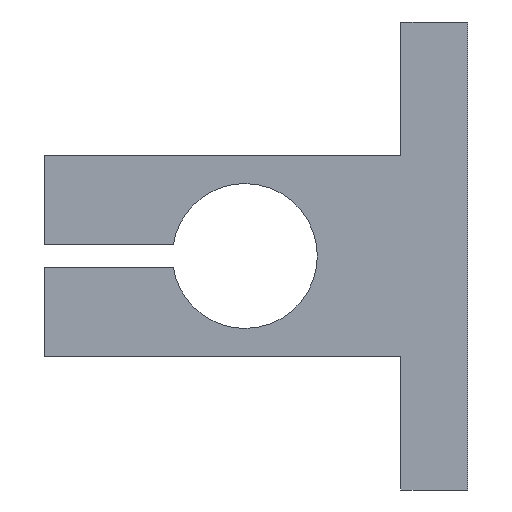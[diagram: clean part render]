
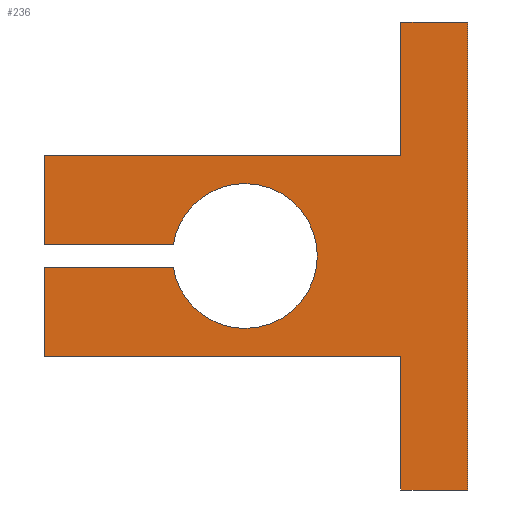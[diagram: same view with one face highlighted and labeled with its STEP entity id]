
A CAD part, left-side view. The second image highlights one B-rep face of the part: STEP entity #236.
In plain terms, the highlighted planar face has unit normal (-1, 0, 0).
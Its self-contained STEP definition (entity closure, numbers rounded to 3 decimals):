
#3 = EDGE_CURVE ( 'NONE', #548, #511, #231, .T. ) ;
#6 = DIRECTION ( 'NONE',  ( 0., -1., 0. ) ) ;
#11 = DIRECTION ( 'NONE',  ( 0., 0., -1. ) ) ;
#15 = ORIENTED_EDGE ( 'NONE', *, *, #790, .F. ) ;
#22 = ORIENTED_EDGE ( 'NONE', *, *, #3, .T. ) ;
#34 = EDGE_CURVE ( 'NONE', #708, #548, #859, .T. ) ;
#44 = ORIENTED_EDGE ( 'NONE', *, *, #781, .F. ) ;
#49 = LINE ( 'NONE', #711, #287 ) ;
#52 = VECTOR ( 'NONE', #91, 1000. ) ;
#62 = DIRECTION ( 'NONE',  ( 1., 0., 0. ) ) ;
#67 = LINE ( 'NONE', #124, #570 ) ;
#70 = DIRECTION ( 'NONE',  ( 1., 0., 0. ) ) ;
#73 = AXIS2_PLACEMENT_3D ( 'NONE', #645, #855, #169 ) ;
#87 = VERTEX_POINT ( 'NONE', #480 ) ;
#89 = CARTESIAN_POINT ( 'NONE',  ( -5., 6., -21. ) ) ;
#91 = DIRECTION ( 'NONE',  ( 0., 0., 1. ) ) ;
#102 = CARTESIAN_POINT ( 'NONE',  ( -5., 38., -1. ) ) ;
#114 = CARTESIAN_POINT ( 'NONE',  ( -5., 0., -21. ) ) ;
#120 = CARTESIAN_POINT ( 'NONE',  ( -5., 38., -1. ) ) ;
#121 = VECTOR ( 'NONE', #219, 1000. ) ;
#123 = VECTOR ( 'NONE', #312, 1000. ) ;
#124 = CARTESIAN_POINT ( 'NONE',  ( -5., 6., -9. ) ) ;
#138 = VERTEX_POINT ( 'NONE', #725 ) ;
#147 = ORIENTED_EDGE ( 'NONE', *, *, #821, .T. ) ;
#148 = CARTESIAN_POINT ( 'NONE',  ( -5., 26.423, -1. ) ) ;
#150 = VECTOR ( 'NONE', #250, 1000. ) ;
#153 = LINE ( 'NONE', #89, #121 ) ;
#166 = CARTESIAN_POINT ( 'NONE',  ( -5., 6., -21. ) ) ;
#169 = DIRECTION ( 'NONE',  ( 0., 0., -1. ) ) ;
#173 = VERTEX_POINT ( 'NONE', #148 ) ;
#174 = EDGE_CURVE ( 'NONE', #87, #489, #443, .T. ) ;
#180 = CARTESIAN_POINT ( 'NONE',  ( -5., 20., 6.5 ) ) ;
#186 = CARTESIAN_POINT ( 'NONE',  ( -5., 6., 9. ) ) ;
#189 = LINE ( 'NONE', #482, #679 ) ;
#195 = CARTESIAN_POINT ( 'NONE',  ( -5., 26.423, 1. ) ) ;
#219 = DIRECTION ( 'NONE',  ( 0., 0., 1. ) ) ;
#224 = LINE ( 'NONE', #811, #52 ) ;
#228 = VERTEX_POINT ( 'NONE', #853 ) ;
#231 = CIRCLE ( 'NONE', #629, 6.5 ) ;
#236 = ADVANCED_FACE ( 'NONE', ( #648 ), #364, .F. ) ;
#250 = DIRECTION ( 'NONE',  ( 0., 1., 0. ) ) ;
#252 = ORIENTED_EDGE ( 'NONE', *, *, #765, .F. ) ;
#269 = LINE ( 'NONE', #120, #731 ) ;
#270 = EDGE_CURVE ( 'NONE', #601, #87, #224, .T. ) ;
#279 = DIRECTION ( 'NONE',  ( 0., 1., 0. ) ) ;
#283 = LINE ( 'NONE', #770, #441 ) ;
#287 = VECTOR ( 'NONE', #784, 1000. ) ;
#312 = DIRECTION ( 'NONE',  ( 0., 0., 1. ) ) ;
#338 = ORIENTED_EDGE ( 'NONE', *, *, #733, .F. ) ;
#364 = PLANE ( 'NONE',  #567 ) ;
#371 = EDGE_LOOP ( 'NONE', ( #252, #844, #22, #147, #825, #461, #338, #15, #872, #875, #44, #440, #877, #636 ) ) ;
#385 = CARTESIAN_POINT ( 'NONE',  ( -5., 38., 1. ) ) ;
#410 = DIRECTION ( 'NONE',  ( 0., 1., 0. ) ) ;
#434 = EDGE_CURVE ( 'NONE', #839, #173, #269, .T. ) ;
#440 = ORIENTED_EDGE ( 'NONE', *, *, #663, .F. ) ;
#441 = VECTOR ( 'NONE', #493, 1000. ) ;
#443 = LINE ( 'NONE', #775, #524 ) ;
#461 = ORIENTED_EDGE ( 'NONE', *, *, #845, .F. ) ;
#480 = CARTESIAN_POINT ( 'NONE',  ( -5., 38., 9. ) ) ;
#482 = CARTESIAN_POINT ( 'NONE',  ( -5., 26.423, 1. ) ) ;
#489 = VERTEX_POINT ( 'NONE', #186 ) ;
#491 = DIRECTION ( 'NONE',  ( 1., 0., 0. ) ) ;
#493 = DIRECTION ( 'NONE',  ( 0., 0., -1. ) ) ;
#497 = LINE ( 'NONE', #902, #499 ) ;
#499 = VECTOR ( 'NONE', #766, 1000. ) ;
#511 = VERTEX_POINT ( 'NONE', #609 ) ;
#524 = VECTOR ( 'NONE', #6, 1000. ) ;
#540 = VERTEX_POINT ( 'NONE', #868 ) ;
#548 = VERTEX_POINT ( 'NONE', #180 ) ;
#550 = AXIS2_PLACEMENT_3D ( 'NONE', #620, #491, #889 ) ;
#567 = AXIS2_PLACEMENT_3D ( 'NONE', #848, #70, #11 ) ;
#570 = VECTOR ( 'NONE', #279, 1000. ) ;
#582 = VERTEX_POINT ( 'NONE', #166 ) ;
#588 = LINE ( 'NONE', #114, #150 ) ;
#591 = LINE ( 'NONE', #873, #123 ) ;
#601 = VERTEX_POINT ( 'NONE', #385 ) ;
#604 = VERTEX_POINT ( 'NONE', #874 ) ;
#609 = CARTESIAN_POINT ( 'NONE',  ( -5., 20., -6.5 ) ) ;
#612 = DIRECTION ( 'NONE',  ( 0., 0., -1. ) ) ;
#620 = CARTESIAN_POINT ( 'NONE',  ( -5., 20., 0. ) ) ;
#629 = AXIS2_PLACEMENT_3D ( 'NONE', #768, #62, #612 ) ;
#636 = ORIENTED_EDGE ( 'NONE', *, *, #270, .F. ) ;
#645 = CARTESIAN_POINT ( 'NONE',  ( -5., 20., 0. ) ) ;
#648 = FACE_OUTER_BOUND ( 'NONE', #371, .T. ) ;
#656 = EDGE_CURVE ( 'NONE', #228, #540, #283, .T. ) ;
#663 = EDGE_CURVE ( 'NONE', #489, #604, #497, .T. ) ;
#679 = VECTOR ( 'NONE', #410, 1000. ) ;
#682 = DIRECTION ( 'NONE',  ( 0., -1., 0. ) ) ;
#684 = CARTESIAN_POINT ( 'NONE',  ( -5., 38., -9. ) ) ;
#708 = VERTEX_POINT ( 'NONE', #195 ) ;
#711 = CARTESIAN_POINT ( 'NONE',  ( -5., 38., 21. ) ) ;
#725 = CARTESIAN_POINT ( 'NONE',  ( -5., 6., -9. ) ) ;
#731 = VECTOR ( 'NONE', #682, 1000. ) ;
#733 = EDGE_CURVE ( 'NONE', #138, #767, #67, .T. ) ;
#765 = EDGE_CURVE ( 'NONE', #708, #601, #189, .T. ) ;
#766 = DIRECTION ( 'NONE',  ( 0., 0., 1. ) ) ;
#767 = VERTEX_POINT ( 'NONE', #684 ) ;
#768 = CARTESIAN_POINT ( 'NONE',  ( -5., 20., 0. ) ) ;
#770 = CARTESIAN_POINT ( 'NONE',  ( -5., 0., 21. ) ) ;
#775 = CARTESIAN_POINT ( 'NONE',  ( -5., 38., 9. ) ) ;
#781 = EDGE_CURVE ( 'NONE', #604, #228, #49, .T. ) ;
#784 = DIRECTION ( 'NONE',  ( 0., -1., 0. ) ) ;
#790 = EDGE_CURVE ( 'NONE', #582, #138, #153, .T. ) ;
#811 = CARTESIAN_POINT ( 'NONE',  ( -5., 38., -21. ) ) ;
#821 = EDGE_CURVE ( 'NONE', #511, #173, #861, .T. ) ;
#825 = ORIENTED_EDGE ( 'NONE', *, *, #434, .F. ) ;
#839 = VERTEX_POINT ( 'NONE', #102 ) ;
#844 = ORIENTED_EDGE ( 'NONE', *, *, #34, .T. ) ;
#845 = EDGE_CURVE ( 'NONE', #767, #839, #591, .T. ) ;
#848 = CARTESIAN_POINT ( 'NONE',  ( -5., 0., 0. ) ) ;
#850 = EDGE_CURVE ( 'NONE', #540, #582, #588, .T. ) ;
#853 = CARTESIAN_POINT ( 'NONE',  ( -5., 0., 21. ) ) ;
#855 = DIRECTION ( 'NONE',  ( 1., 0., 0. ) ) ;
#859 = CIRCLE ( 'NONE', #550, 6.5 ) ;
#861 = CIRCLE ( 'NONE', #73, 6.5 ) ;
#868 = CARTESIAN_POINT ( 'NONE',  ( -5., 0., -21. ) ) ;
#872 = ORIENTED_EDGE ( 'NONE', *, *, #850, .F. ) ;
#873 = CARTESIAN_POINT ( 'NONE',  ( -5., 38., -21. ) ) ;
#874 = CARTESIAN_POINT ( 'NONE',  ( -5., 6., 21. ) ) ;
#875 = ORIENTED_EDGE ( 'NONE', *, *, #656, .F. ) ;
#877 = ORIENTED_EDGE ( 'NONE', *, *, #174, .F. ) ;
#889 = DIRECTION ( 'NONE',  ( 0., 0., -1. ) ) ;
#902 = CARTESIAN_POINT ( 'NONE',  ( -5., 6., 9. ) ) ;
